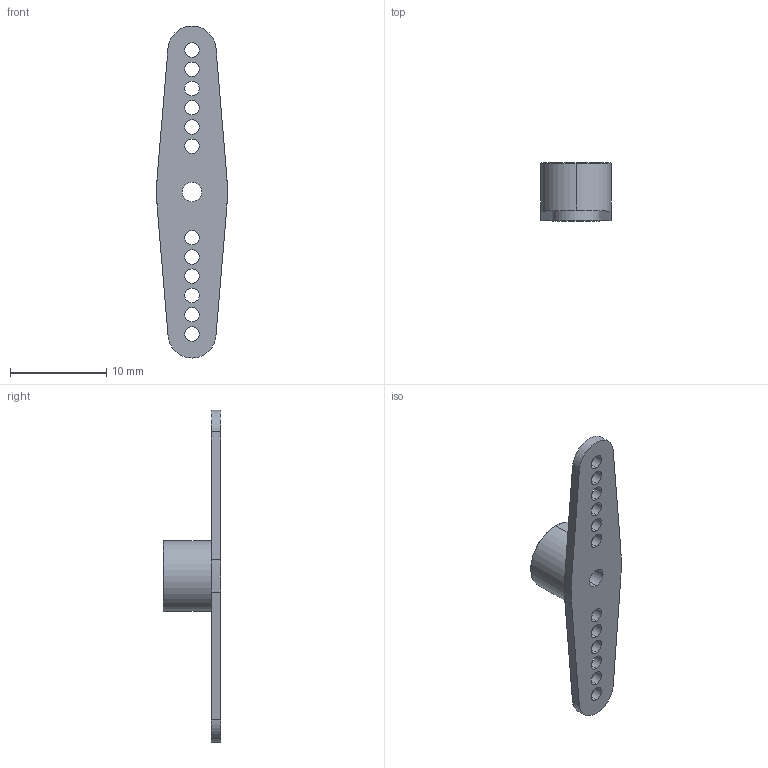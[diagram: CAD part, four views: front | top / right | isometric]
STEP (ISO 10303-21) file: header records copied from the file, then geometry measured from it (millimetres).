
FILE_DESCRIPTION (( 'STEP AP203' ), '1' );
FILE_NAME ('舵机旋转叶片_默认_sldprt.STEP', '2022-12-01T14:36:18', ( '' ), ( '' ), 'SwSTEP 2.0', 'SolidWorks 2021', '' );
FILE_SCHEMA (( 'CONFIG_CONTROL_DESIGN' ));
Length unit declared in the file: millimetre
Products named in the file (1): 舵机旋转叶片_默认_sldprt
Bounding box: 7.36 x 6 x 34.49 mm (x, y, z)
Volume: 345.9 mm3; surface area: 672.4 mm2
Topology: 1 solids, 1 shells, 268 faces, 679 edges, 414 vertices
Faces by surface type: plane 233, cylinder 33, cone 2
Entity records: 7936 total; most frequent: CARTESIAN_POINT 1362, ORIENTED_EDGE 1358, DIRECTION 1289, EDGE_CURVE 679, VECTOR 607, LINE 607, VERTEX_POINT 414, AXIS2_PLACEMENT_3D 341
